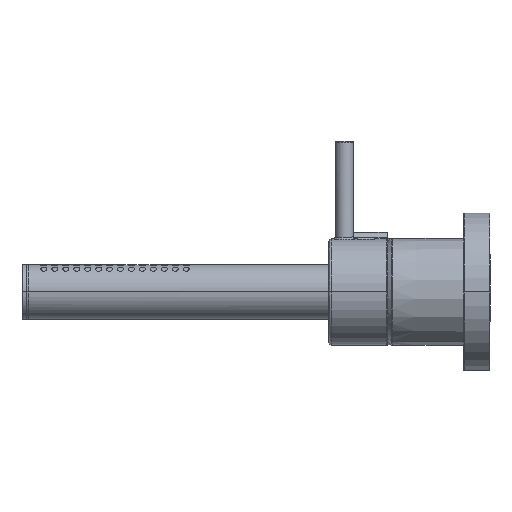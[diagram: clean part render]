
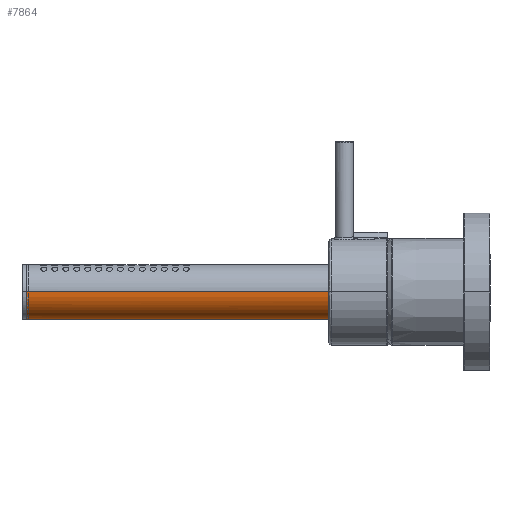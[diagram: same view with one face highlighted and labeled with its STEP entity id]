
A CAD part, left-side view. The second image highlights one B-rep face of the part: STEP entity #7864.
In plain terms, the highlighted cylindrical face has radius 12.5 mm (diameter 25 mm), a partial arc.
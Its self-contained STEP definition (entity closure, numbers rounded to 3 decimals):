
#252 = DIRECTION ( 'NONE',  ( 0., -1., 0. ) ) ;
#1297 = ORIENTED_EDGE ( 'NONE', *, *, #9533, .T. ) ;
#1401 = CYLINDRICAL_SURFACE ( 'NONE', #2595, 12.5 ) ;
#1439 = VERTEX_POINT ( 'NONE', #11832 ) ;
#1696 = EDGE_CURVE ( 'NONE', #9565, #10419, #7766, .T. ) ;
#1775 = DIRECTION ( 'NONE',  ( -1., 0., 0. ) ) ;
#1826 = CARTESIAN_POINT ( 'NONE',  ( 1139.707, 1515.735, 2108.736 ) ) ;
#2481 = CARTESIAN_POINT ( 'NONE',  ( 1139.707, 1515.735, 2108.736 ) ) ;
#2536 = EDGE_CURVE ( 'NONE', #4939, #1439, #5565, .T. ) ;
#2537 = VERTEX_POINT ( 'NONE', #8241 ) ;
#2595 = AXIS2_PLACEMENT_3D ( 'NONE', #1826, #4024, #1775 ) ;
#2719 = CARTESIAN_POINT ( 'NONE',  ( 1127.527, 1515.735, 2105.491 ) ) ;
#2808 = FACE_OUTER_BOUND ( 'NONE', #13532, .T. ) ;
#3443 = DIRECTION ( 'NONE',  ( 0., -1., 0. ) ) ;
#3832 = CARTESIAN_POINT ( 'NONE',  ( 1147.389, 1515.735, 2098.741 ) ) ;
#3934 = CARTESIAN_POINT ( 'NONE',  ( 1139.707, 1515.735, 2096.236 ) ) ;
#4024 = DIRECTION ( 'NONE',  ( 0., -1., 0. ) ) ;
#4131 = EDGE_CURVE ( 'NONE', #1439, #2537, #7700, .T. ) ;
#4262 = VERTEX_POINT ( 'NONE', #11869 ) ;
#4786 = CARTESIAN_POINT ( 'NONE',  ( 1136.305, 1515.735, 2096.599 ) ) ;
#4939 = VERTEX_POINT ( 'NONE', #6643 ) ;
#5444 = VECTOR ( 'NONE', #13800, 1000. ) ;
#5565 = B_SPLINE_CURVE_WITH_KNOTS ( 'NONE', 3,
 ( #11523, #6080, #2719, #11716, #7212, #7266, #6123, #4786, #10461, #11855 ),
 .UNSPECIFIED., .F., .F.,
 ( 4, 2, 2, 2, 4 ),
 ( 0.502, 0.627, 0.751, 0.876, 1. ),
 .UNSPECIFIED. ) ;
#6080 = CARTESIAN_POINT ( 'NONE',  ( 1127.207, 1515.735, 2107.114 ) ) ;
#6110 = CARTESIAN_POINT ( 'NONE',  ( 1151.882, 1515.735, 2105.465 ) ) ;
#6123 = CARTESIAN_POINT ( 'NONE',  ( 1133.319, 1515.735, 2097.87 ) ) ;
#6159 = CARTESIAN_POINT ( 'NONE',  ( 1152.207, 1515.735, 2107.1 ) ) ;
#6206 = ORIENTED_EDGE ( 'NONE', *, *, #4131, .T. ) ;
#6334 = LINE ( 'NONE', #8391, #5444 ) ;
#6643 = CARTESIAN_POINT ( 'NONE',  ( 1127.207, 1515.735, 2108.736 ) ) ;
#6699 = ORIENTED_EDGE ( 'NONE', *, *, #1696, .T. ) ;
#7146 = AXIS2_PLACEMENT_3D ( 'NONE', #13854, #9437, #11613 ) ;
#7171 = EDGE_CURVE ( 'NONE', #4939, #4262, #6334, .T. ) ;
#7212 = CARTESIAN_POINT ( 'NONE',  ( 1129.671, 1515.735, 2101.11 ) ) ;
#7245 = CARTESIAN_POINT ( 'NONE',  ( 1141.343, 1515.735, 2096.236 ) ) ;
#7266 = CARTESIAN_POINT ( 'NONE',  ( 1131.951, 1515.735, 2098.8 ) ) ;
#7448 = ORIENTED_EDGE ( 'NONE', *, *, #2536, .T. ) ;
#7700 = CIRCLE ( 'NONE', #13552, 12.5 ) ;
#7741 = ORIENTED_EDGE ( 'NONE', *, *, #8479, .F. ) ;
#7766 = LINE ( 'NONE', #7928, #12694 ) ;
#7864 = ADVANCED_FACE ( 'NONE', ( #2808 ), #1401, .T. ) ;
#7928 = CARTESIAN_POINT ( 'NONE',  ( 1152.207, 1515.735, 2108.736 ) ) ;
#8241 = CARTESIAN_POINT ( 'NONE',  ( 1139.707, 1515.735, 2096.236 ) ) ;
#8391 = CARTESIAN_POINT ( 'NONE',  ( 1127.207, 1515.735, 2108.736 ) ) ;
#8479 = EDGE_CURVE ( 'NONE', #4262, #10419, #11419, .T. ) ;
#8814 = B_SPLINE_CURVE_WITH_KNOTS ( 'NONE', 3,
 ( #3934, #7245, #10586, #12510, #3832, #10636, #12813, #6110, #6159, #13986 ),
 .UNSPECIFIED., .F., .F.,
 ( 4, 2, 2, 2, 4 ),
 ( 0., 0.126, 0.251, 0.377, 0.502 ),
 .UNSPECIFIED. ) ;
#9437 = DIRECTION ( 'NONE',  ( 0., -1., 0. ) ) ;
#9533 = EDGE_CURVE ( 'NONE', #2537, #9565, #8814, .T. ) ;
#9565 = VERTEX_POINT ( 'NONE', #10943 ) ;
#10419 = VERTEX_POINT ( 'NONE', #12886 ) ;
#10461 = CARTESIAN_POINT ( 'NONE',  ( 1137.923, 1515.735, 2096.258 ) ) ;
#10586 = CARTESIAN_POINT ( 'NONE',  ( 1142.979, 1515.735, 2096.562 ) ) ;
#10636 = CARTESIAN_POINT ( 'NONE',  ( 1149.703, 1515.735, 2101.055 ) ) ;
#10943 = CARTESIAN_POINT ( 'NONE',  ( 1152.207, 1515.735, 2108.736 ) ) ;
#11419 = CIRCLE ( 'NONE', #7146, 12.5 ) ;
#11491 = DIRECTION ( 'NONE',  ( -1., 0., 0. ) ) ;
#11523 = CARTESIAN_POINT ( 'NONE',  ( 1127.207, 1515.735, 2108.736 ) ) ;
#11613 = DIRECTION ( 'NONE',  ( 1., 0., 0. ) ) ;
#11716 = CARTESIAN_POINT ( 'NONE',  ( 1128.759, 1515.735, 2102.489 ) ) ;
#11832 = CARTESIAN_POINT ( 'NONE',  ( 1139.546, 1515.735, 2096.237 ) ) ;
#11855 = CARTESIAN_POINT ( 'NONE',  ( 1139.546, 1515.735, 2096.237 ) ) ;
#11869 = CARTESIAN_POINT ( 'NONE',  ( 1127.207, 1331.135, 2108.736 ) ) ;
#12510 = CARTESIAN_POINT ( 'NONE',  ( 1146.002, 1515.735, 2097.814 ) ) ;
#12694 = VECTOR ( 'NONE', #3443, 1000. ) ;
#12813 = CARTESIAN_POINT ( 'NONE',  ( 1150.629, 1515.735, 2102.441 ) ) ;
#12886 = CARTESIAN_POINT ( 'NONE',  ( 1152.207, 1331.135, 2108.736 ) ) ;
#13532 = EDGE_LOOP ( 'NONE', ( #1297, #6699, #7741, #13879, #7448, #6206 ) ) ;
#13552 = AXIS2_PLACEMENT_3D ( 'NONE', #2481, #252, #11491 ) ;
#13800 = DIRECTION ( 'NONE',  ( 0., -1., 0. ) ) ;
#13854 = CARTESIAN_POINT ( 'NONE',  ( 1139.707, 1331.135, 2108.736 ) ) ;
#13879 = ORIENTED_EDGE ( 'NONE', *, *, #7171, .F. ) ;
#13986 = CARTESIAN_POINT ( 'NONE',  ( 1152.207, 1515.735, 2108.736 ) ) ;
